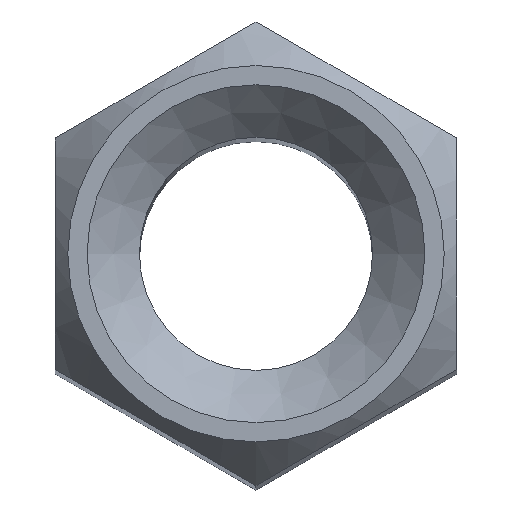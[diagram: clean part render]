
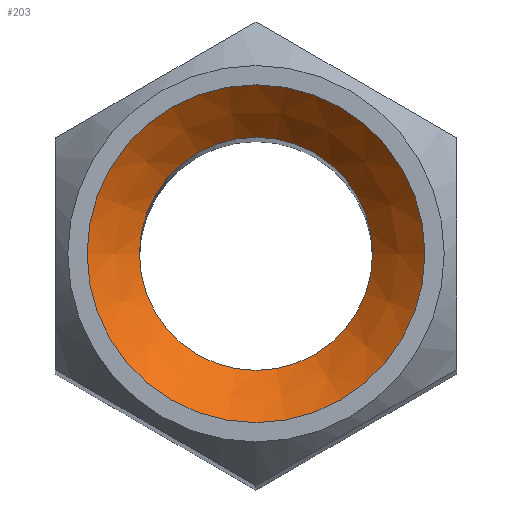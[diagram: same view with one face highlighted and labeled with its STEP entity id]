
A CAD part, top view. The second image highlights one B-rep face of the part: STEP entity #203.
In plain terms, the highlighted conical face has half-angle 45 degrees and reference radius 1.636 mm.
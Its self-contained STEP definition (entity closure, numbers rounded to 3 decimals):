
#38=FACE_OUTER_BOUND('',#51,.T.);
#51=EDGE_LOOP('',(#141,#142,#143,#144));
#66=LINE('',#305,#77);
#77=VECTOR('',#255,1.636);
#88=CIRCLE('',#231,1.336);
#89=CIRCLE('',#232,1.936);
#94=VERTEX_POINT('',#302);
#95=VERTEX_POINT('',#304);
#112=EDGE_CURVE('',#94,#94,#88,.T.);
#113=EDGE_CURVE('',#94,#95,#66,.T.);
#114=EDGE_CURVE('',#95,#95,#89,.T.);
#141=ORIENTED_EDGE('',*,*,#112,.T.);
#142=ORIENTED_EDGE('',*,*,#113,.T.);
#143=ORIENTED_EDGE('',*,*,#114,.T.);
#144=ORIENTED_EDGE('',*,*,#113,.F.);
#199=CONICAL_SURFACE('',#230,1.636,0.785);
#203=ADVANCED_FACE('',(#38),#199,.F.);
#230=AXIS2_PLACEMENT_3D('',#301,#251,#252);
#231=AXIS2_PLACEMENT_3D('',#303,#253,#254);
#232=AXIS2_PLACEMENT_3D('',#306,#256,#257);
#251=DIRECTION('center_axis',(0.,0.,1.));
#252=DIRECTION('ref_axis',(1.,0.,0.));
#253=DIRECTION('center_axis',(0.,0.,-1.));
#254=DIRECTION('ref_axis',(1.,0.,0.));
#255=DIRECTION('',(-0.707,0.,0.707));
#256=DIRECTION('center_axis',(0.,0.,1.));
#257=DIRECTION('ref_axis',(1.,0.,0.));
#301=CARTESIAN_POINT('Origin',(0.,0.,29.7));
#302=CARTESIAN_POINT('',(-1.336,0.,29.4));
#303=CARTESIAN_POINT('Origin',(0.,0.,29.4));
#304=CARTESIAN_POINT('',(-1.936,0.,30.));
#305=CARTESIAN_POINT('',(-1.636,0.,29.7));
#306=CARTESIAN_POINT('Origin',(0.,0.,30.));
